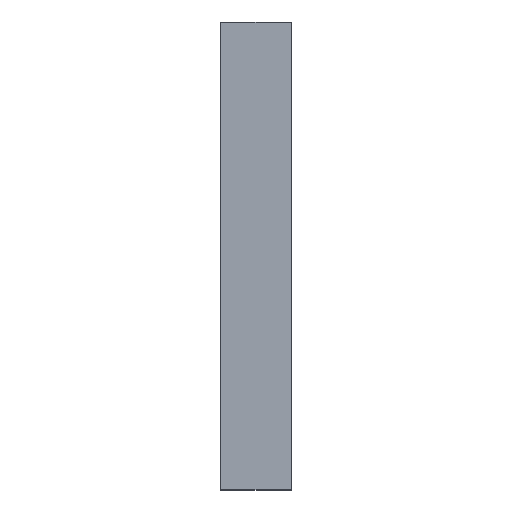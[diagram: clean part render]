
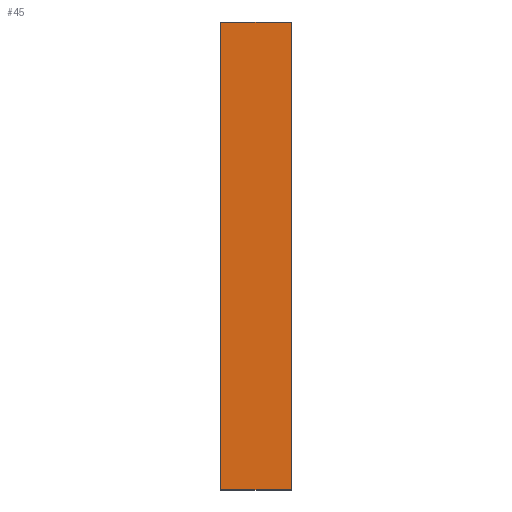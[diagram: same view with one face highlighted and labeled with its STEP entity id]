
A CAD part, top view. The second image highlights one B-rep face of the part: STEP entity #45.
In plain terms, the highlighted planar face has unit normal (0, 0, 1).
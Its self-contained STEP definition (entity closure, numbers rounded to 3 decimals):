
#45=ADVANCED_FACE('',(#97),#96,.T.);
#96=PLANE('',#134);
#97=FACE_OUTER_BOUND('',#135,.T.);
#131=CARTESIAN_POINT('',(-100.642,-10.,-18.958));
#132=DIRECTION('',(0.,0.,1.));
#133=DIRECTION('',(1.,0.,0.));
#134=AXIS2_PLACEMENT_3D('',#131,#132,#133);
#135=EDGE_LOOP('',(#156,#157,#158,#159));
#156=ORIENTED_EDGE('',*,*,#166,.F.);
#157=ORIENTED_EDGE('',*,*,#171,.F.);
#158=ORIENTED_EDGE('',*,*,#162,.T.);
#159=ORIENTED_EDGE('',*,*,#168,.T.);
#162=EDGE_CURVE('',#187,#180,#188,.T.);
#166=EDGE_CURVE('',#208,#215,#216,.T.);
#168=EDGE_CURVE('',#180,#215,#228,.T.);
#171=EDGE_CURVE('',#187,#208,#246,.T.);
#180=VERTEX_POINT('',#257);
#187=VERTEX_POINT('',#261);
#188=LINE('',#262,#263);
#208=VERTEX_POINT('',#273);
#215=VERTEX_POINT('',#277);
#216=LINE('',#278,#279);
#228=LINE('',#284,#285);
#246=LINE('',#293,#294);
#257=CARTESIAN_POINT('',(-97.642,200.,-18.958));
#261=CARTESIAN_POINT('',(-67.642,200.,-18.958));
#262=CARTESIAN_POINT('',(-67.642,200.,-18.958));
#263=VECTOR('',#264,30.);
#264=DIRECTION('',(-1.,0.,0.));
#273=CARTESIAN_POINT('',(-67.642,0.,-18.958));
#277=CARTESIAN_POINT('',(-97.642,0.,-18.958));
#278=CARTESIAN_POINT('',(-67.642,0.,-18.958));
#279=VECTOR('',#280,30.);
#280=DIRECTION('',(-1.,0.,0.));
#284=CARTESIAN_POINT('',(-97.642,200.,-18.958));
#285=VECTOR('',#286,200.);
#286=DIRECTION('',(0.,-1.,0.));
#293=CARTESIAN_POINT('',(-67.642,200.,-18.958));
#294=VECTOR('',#295,200.);
#295=DIRECTION('',(0.,-1.,0.));
